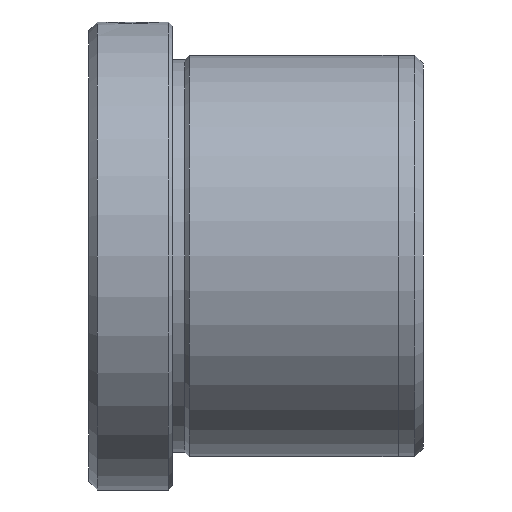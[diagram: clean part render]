
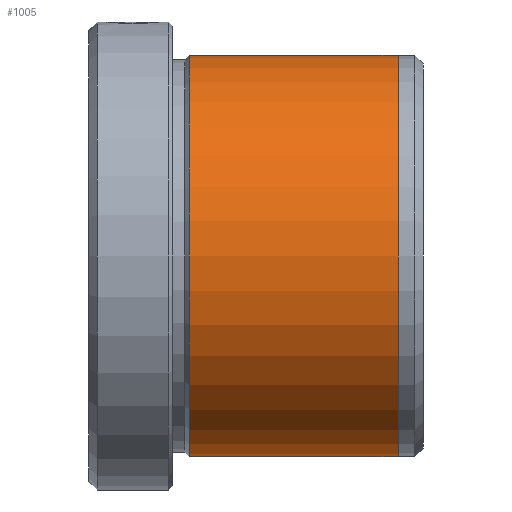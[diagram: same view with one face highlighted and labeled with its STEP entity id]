
A CAD part, left-side view. The second image highlights one B-rep face of the part: STEP entity #1005.
In plain terms, the highlighted cylindrical face has radius 24 mm (diameter 48 mm), a partial arc.
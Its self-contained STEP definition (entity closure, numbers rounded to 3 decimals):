
#14 = CIRCLE ( 'NONE', #90, 24. ) ;
#54 = DIRECTION ( 'NONE',  ( 0., 1., 0. ) ) ;
#67 = VERTEX_POINT ( 'NONE', #167 ) ;
#82 = AXIS2_PLACEMENT_3D ( 'NONE', #1093, #275, #1239 ) ;
#90 = AXIS2_PLACEMENT_3D ( 'NONE', #575, #566, #302 ) ;
#98 = EDGE_LOOP ( 'NONE', ( #1457, #1377, #872, #340 ) ) ;
#130 = CYLINDRICAL_SURFACE ( 'NONE', #1180, 24. ) ;
#167 = CARTESIAN_POINT ( 'NONE',  ( 0., -12., 24. ) ) ;
#181 = EDGE_CURVE ( 'NONE', #1130, #283, #14, .T. ) ;
#209 = EDGE_CURVE ( 'NONE', #1130, #67, #1096, .T. ) ;
#229 = CARTESIAN_POINT ( 'NONE',  ( 0., 0., 24. ) ) ;
#275 = DIRECTION ( 'NONE',  ( 0., 1., 0. ) ) ;
#283 = VERTEX_POINT ( 'NONE', #295 ) ;
#295 = CARTESIAN_POINT ( 'NONE',  ( 0., -37., -24. ) ) ;
#302 = DIRECTION ( 'NONE',  ( 0., 0., -1. ) ) ;
#340 = ORIENTED_EDGE ( 'NONE', *, *, #730, .F. ) ;
#364 = DIRECTION ( 'NONE',  ( 0., 1., 0. ) ) ;
#486 = FACE_OUTER_BOUND ( 'NONE', #98, .T. ) ;
#566 = DIRECTION ( 'NONE',  ( 0., -1., 0. ) ) ;
#575 = CARTESIAN_POINT ( 'NONE',  ( 0., -37., 0. ) ) ;
#730 = EDGE_CURVE ( 'NONE', #771, #67, #845, .T. ) ;
#771 = VERTEX_POINT ( 'NONE', #1103 ) ;
#845 = CIRCLE ( 'NONE', #82, 24. ) ;
#872 = ORIENTED_EDGE ( 'NONE', *, *, #209, .T. ) ;
#900 = CARTESIAN_POINT ( 'NONE',  ( 0., 0., -24. ) ) ;
#972 = CARTESIAN_POINT ( 'NONE',  ( 0., -37., 24. ) ) ;
#990 = DIRECTION ( 'NONE',  ( 0., 0., 1. ) ) ;
#1005 = ADVANCED_FACE ( 'NONE', ( #486 ), #130, .T. ) ;
#1027 = VECTOR ( 'NONE', #364, 1000. ) ;
#1070 = LINE ( 'NONE', #900, #1027 ) ;
#1093 = CARTESIAN_POINT ( 'NONE',  ( 0., -12., 0. ) ) ;
#1096 = LINE ( 'NONE', #229, #1388 ) ;
#1103 = CARTESIAN_POINT ( 'NONE',  ( 0., -12., -24. ) ) ;
#1130 = VERTEX_POINT ( 'NONE', #972 ) ;
#1180 = AXIS2_PLACEMENT_3D ( 'NONE', #1689, #54, #990 ) ;
#1211 = DIRECTION ( 'NONE',  ( 0., 1., 0. ) ) ;
#1239 = DIRECTION ( 'NONE',  ( 0., 0., 1. ) ) ;
#1377 = ORIENTED_EDGE ( 'NONE', *, *, #181, .F. ) ;
#1388 = VECTOR ( 'NONE', #1211, 1000. ) ;
#1457 = ORIENTED_EDGE ( 'NONE', *, *, #1535, .F. ) ;
#1535 = EDGE_CURVE ( 'NONE', #283, #771, #1070, .T. ) ;
#1689 = CARTESIAN_POINT ( 'NONE',  ( 0., 0., 0. ) ) ;
